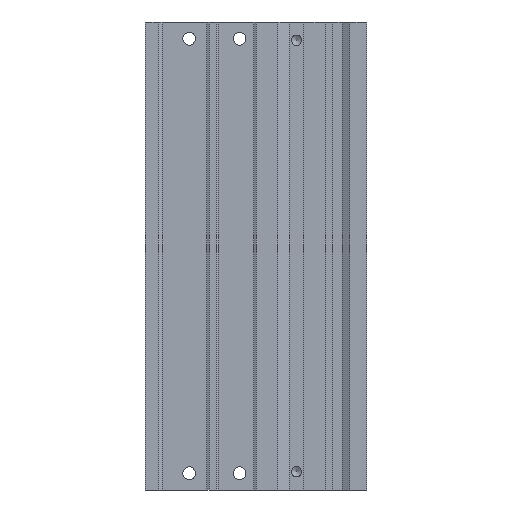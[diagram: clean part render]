
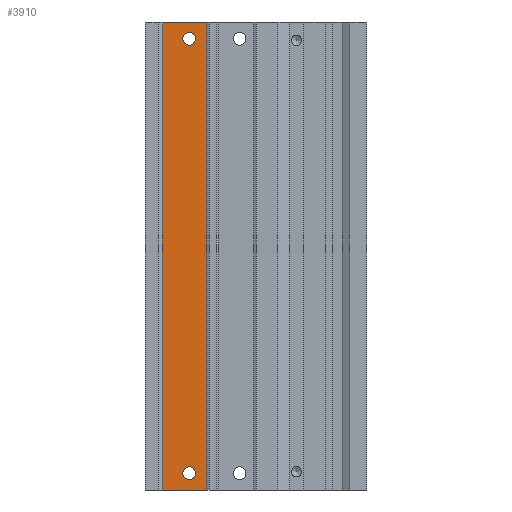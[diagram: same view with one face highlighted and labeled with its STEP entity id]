
A CAD part, front view. The second image highlights one B-rep face of the part: STEP entity #3910.
In plain terms, the highlighted planar face has unit normal (0, -1, 0).
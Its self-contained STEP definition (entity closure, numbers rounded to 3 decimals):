
#86=PLANE('',#4280);
#307=CIRCLE('',#4281,2.25);
#308=CIRCLE('',#4282,2.25);
#492=LINE('',#6692,#682);
#493=LINE('',#6698,#683);
#494=LINE('',#6700,#684);
#495=LINE('',#6702,#685);
#682=VECTOR('',#4985,1000.);
#683=VECTOR('',#4992,1000.);
#684=VECTOR('',#4993,1000.);
#685=VECTOR('',#4994,1000.);
#1081=ORIENTED_EDGE('',*,*,#2038,.T.);
#1082=ORIENTED_EDGE('',*,*,#2039,.T.);
#1083=ORIENTED_EDGE('',*,*,#2040,.F.);
#1084=ORIENTED_EDGE('',*,*,#2037,.F.);
#1085=ORIENTED_EDGE('',*,*,#2041,.T.);
#1086=ORIENTED_EDGE('',*,*,#2042,.T.);
#2037=EDGE_CURVE('',#2503,#2502,#492,.T.);
#2038=EDGE_CURVE('',#2504,#2504,#307,.F.);
#2039=EDGE_CURVE('',#2505,#2505,#308,.F.);
#2040=EDGE_CURVE('',#2502,#2506,#493,.T.);
#2041=EDGE_CURVE('',#2503,#2507,#494,.T.);
#2042=EDGE_CURVE('',#2507,#2506,#495,.T.);
#2502=VERTEX_POINT('',#6689);
#2503=VERTEX_POINT('',#6691);
#2504=VERTEX_POINT('',#6695);
#2505=VERTEX_POINT('',#6697);
#2506=VERTEX_POINT('',#6699);
#2507=VERTEX_POINT('',#6701);
#2896=EDGE_LOOP('',(#1081));
#2897=EDGE_LOOP('',(#1082));
#2898=EDGE_LOOP('',(#1083,#1084,#1085,#1086));
#3348=FACE_BOUND('',#2896,.T.);
#3349=FACE_BOUND('',#2897,.T.);
#3350=FACE_BOUND('',#2898,.T.);
#3910=ADVANCED_FACE('',(#3348,#3349,#3350),#86,.T.);
#4280=AXIS2_PLACEMENT_3D('',#6693,#4986,#4987);
#4281=AXIS2_PLACEMENT_3D('',#6694,#4988,#4989);
#4282=AXIS2_PLACEMENT_3D('',#6696,#4990,#4991);
#4985=DIRECTION('',(0.,0.,1.));
#4986=DIRECTION('',(0.,-1.,0.));
#4987=DIRECTION('',(0.,0.,-1.));
#4988=DIRECTION('',(0.,-1.,0.));
#4989=DIRECTION('',(0.,0.,-1.));
#4990=DIRECTION('',(0.,-1.,0.));
#4991=DIRECTION('',(0.,0.,-1.));
#4992=DIRECTION('',(1.,0.,0.));
#4993=DIRECTION('',(1.,0.,0.));
#4994=DIRECTION('',(0.,0.,1.));
#6689=CARTESIAN_POINT('',(6.,0.5,0.));
#6691=CARTESIAN_POINT('',(6.,0.5,-167.));
#6692=CARTESIAN_POINT('',(6.,0.5,-167.));
#6693=CARTESIAN_POINT('',(6.,0.5,-167.));
#6694=CARTESIAN_POINT('',(15.6,0.5,-6.));
#6695=CARTESIAN_POINT('',(15.6,0.5,-8.25));
#6696=CARTESIAN_POINT('',(15.6,0.5,-161.));
#6697=CARTESIAN_POINT('',(15.6,0.5,-163.25));
#6698=CARTESIAN_POINT('',(6.,0.5,0.));
#6699=CARTESIAN_POINT('',(21.834,0.5,0.));
#6700=CARTESIAN_POINT('',(6.,0.5,-167.));
#6701=CARTESIAN_POINT('',(21.834,0.5,-167.));
#6702=CARTESIAN_POINT('',(21.834,0.5,-167.));
